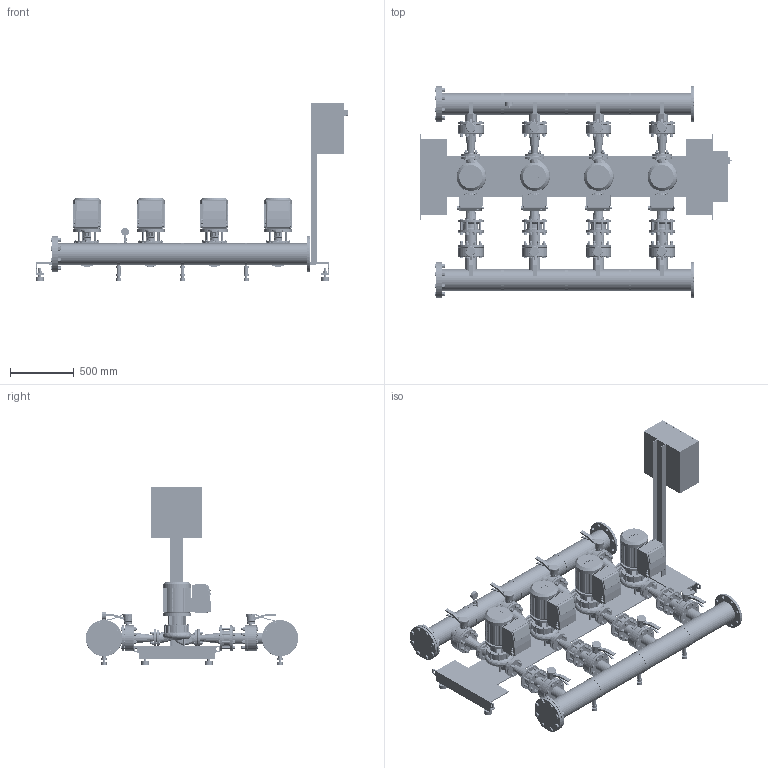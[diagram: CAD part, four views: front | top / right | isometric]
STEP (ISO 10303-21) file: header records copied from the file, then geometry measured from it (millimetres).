
FILE_DESCRIPTION((''),'2;1');
FILE_NAME('3d_SiFlux-31-IP-E40_160-4_2-SC-10-T4-4189220.stp','2015-07-31T10:22:05',(''),(''),'Mechanical Desktop 2009','Mechanical Desktop 2009',', , ');
FILE_SCHEMA(('CONFIG_CONTROL_DESIGN'));
Length unit declared in the file: millimetre
Products named in the file (1): Product
Bounding box: 2450 x 1667 x 1394 mm (x, y, z)
Volume: 284897844.1 mm3; surface area: 18407817.3 mm2
Topology: 496 solids, 496 shells, 11674 faces, 27381 edges, 16957 vertices
Faces by surface type: bspline 4735, plane 3405, cylinder 1931, cone 1343, torus 184, sphere 76
Full cylindrical faces by diameter (mm): 15 x8, 175.1 x6
Entity records: 390373 total; most frequent: CARTESIAN_POINT 147439, ORIENTED_EDGE 54462, DIRECTION 45926, EDGE_CURVE 27231, AXIS2_PLACEMENT_3D 17471, VERTEX_POINT 16920, EDGE_LOOP 13055, FACE_OUTER_BOUND 11674
